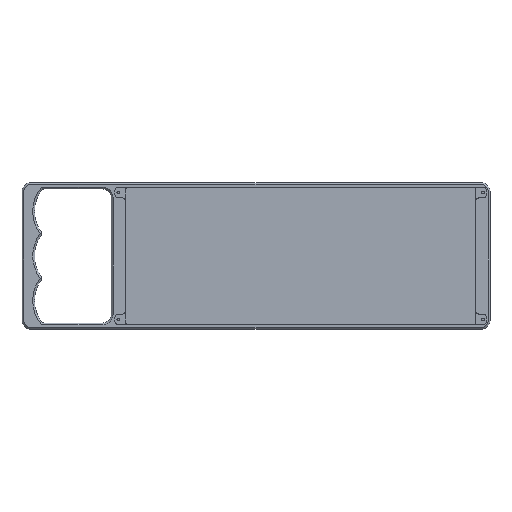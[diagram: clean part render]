
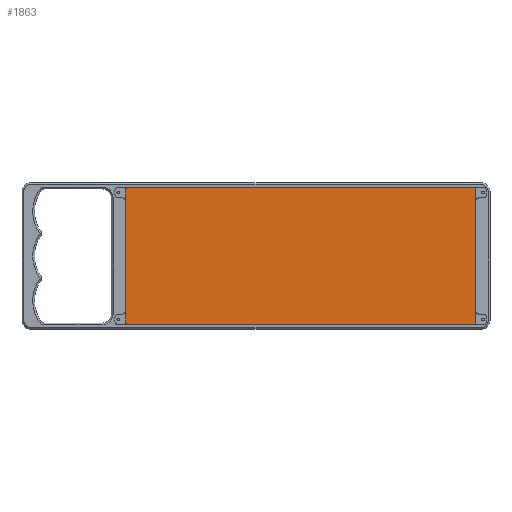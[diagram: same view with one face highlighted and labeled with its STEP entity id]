
A CAD part, top view. The second image highlights one B-rep face of the part: STEP entity #1863.
In plain terms, the highlighted planar face has unit normal (0, 0, 1).
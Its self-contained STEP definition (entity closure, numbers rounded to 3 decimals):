
#104=CIRCLE('',#2018,1.5);
#106=CIRCLE('',#2021,1.5);
#107=CIRCLE('',#2022,1.5);
#108=CIRCLE('',#2023,1.5);
#236=FACE_OUTER_BOUND('',#348,.T.);
#348=EDGE_LOOP('',(#1356,#1357,#1358,#1359,#1360,#1361,#1362,#1363));
#466=LINE('',#2969,#626);
#480=LINE('',#3024,#640);
#481=LINE('',#3027,#641);
#482=LINE('',#3029,#642);
#626=VECTOR('',#2276,10.);
#640=VECTOR('',#2332,10.);
#641=VECTOR('',#2335,10.);
#642=VECTOR('',#2336,10.);
#810=VERTEX_POINT('',#2967);
#811=VERTEX_POINT('',#2968);
#826=VERTEX_POINT('',#3012);
#827=VERTEX_POINT('',#3013);
#830=VERTEX_POINT('',#3021);
#831=VERTEX_POINT('',#3023);
#832=VERTEX_POINT('',#3025);
#833=VERTEX_POINT('',#3028);
#1008=EDGE_CURVE('',#810,#811,#466,.T.);
#1028=EDGE_CURVE('',#826,#827,#104,.T.);
#1032=EDGE_CURVE('',#810,#830,#106,.T.);
#1033=EDGE_CURVE('',#831,#830,#480,.T.);
#1034=EDGE_CURVE('',#831,#832,#107,.T.);
#1035=EDGE_CURVE('',#826,#832,#481,.T.);
#1036=EDGE_CURVE('',#833,#827,#482,.T.);
#1037=EDGE_CURVE('',#833,#811,#108,.T.);
#1356=ORIENTED_EDGE('',*,*,#1008,.F.);
#1357=ORIENTED_EDGE('',*,*,#1032,.T.);
#1358=ORIENTED_EDGE('',*,*,#1033,.F.);
#1359=ORIENTED_EDGE('',*,*,#1034,.T.);
#1360=ORIENTED_EDGE('',*,*,#1035,.F.);
#1361=ORIENTED_EDGE('',*,*,#1028,.T.);
#1362=ORIENTED_EDGE('',*,*,#1036,.F.);
#1363=ORIENTED_EDGE('',*,*,#1037,.T.);
#1791=PLANE('',#2020);
#1863=ADVANCED_FACE('',(#236),#1791,.F.);
#2018=AXIS2_PLACEMENT_3D('',#3014,#2322,#2323);
#2020=AXIS2_PLACEMENT_3D('',#3020,#2328,#2329);
#2021=AXIS2_PLACEMENT_3D('',#3022,#2330,#2331);
#2022=AXIS2_PLACEMENT_3D('',#3026,#2333,#2334);
#2023=AXIS2_PLACEMENT_3D('',#3030,#2337,#2338);
#2276=DIRECTION('',(1.,0.,0.));
#2322=DIRECTION('center_axis',(0.,0.,1.));
#2323=DIRECTION('ref_axis',(0.707,-0.707,0.));
#2328=DIRECTION('center_axis',(0.,0.,-1.));
#2329=DIRECTION('ref_axis',(-1.,0.,0.));
#2330=DIRECTION('center_axis',(0.,0.,1.));
#2331=DIRECTION('ref_axis',(-0.707,0.707,0.));
#2332=DIRECTION('',(0.,1.,0.));
#2333=DIRECTION('center_axis',(0.,0.,1.));
#2334=DIRECTION('ref_axis',(-0.707,-0.707,0.));
#2335=DIRECTION('',(-1.,0.,0.));
#2336=DIRECTION('',(0.,-1.,0.));
#2337=DIRECTION('center_axis',(0.,0.,1.));
#2338=DIRECTION('ref_axis',(0.707,0.707,0.));
#2967=CARTESIAN_POINT('',(9.5,-2.5,-12.6));
#2968=CARTESIAN_POINT('',(202.713,-2.5,-12.6));
#2969=CARTESIAN_POINT('',(8.,-2.5,-12.6));
#3012=CARTESIAN_POINT('',(202.713,-79.65,-12.6));
#3013=CARTESIAN_POINT('',(204.213,-78.15,-12.6));
#3014=CARTESIAN_POINT('Origin',(202.713,-78.15,-12.6));
#3020=CARTESIAN_POINT('Origin',(106.106,-41.075,-12.6));
#3021=CARTESIAN_POINT('',(8.,-4.,-12.6));
#3022=CARTESIAN_POINT('Origin',(9.5,-4.,-12.6));
#3023=CARTESIAN_POINT('',(8.,-78.15,-12.6));
#3024=CARTESIAN_POINT('',(8.,-79.65,-12.6));
#3025=CARTESIAN_POINT('',(9.5,-79.65,-12.6));
#3026=CARTESIAN_POINT('Origin',(9.5,-78.15,-12.6));
#3027=CARTESIAN_POINT('',(204.213,-79.65,-12.6));
#3028=CARTESIAN_POINT('',(204.213,-4.,-12.6));
#3029=CARTESIAN_POINT('',(204.213,-2.5,-12.6));
#3030=CARTESIAN_POINT('Origin',(202.713,-4.,-12.6));
